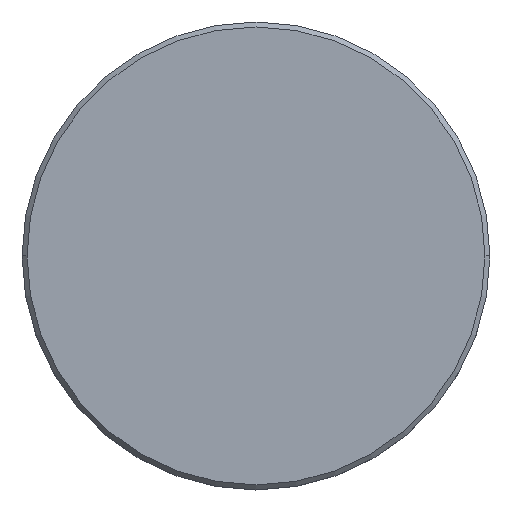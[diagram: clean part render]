
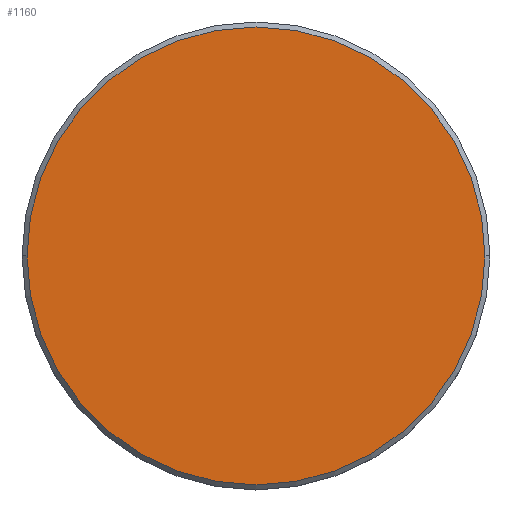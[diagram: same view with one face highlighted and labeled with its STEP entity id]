
A CAD part, top view. The second image highlights one B-rep face of the part: STEP entity #1160.
In plain terms, the highlighted planar face has unit normal (0, 0, 1).
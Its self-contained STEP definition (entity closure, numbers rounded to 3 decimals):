
#22 = DIRECTION ( 'NONE',  ( 1., 0., 0. ) ) ;
#35 = DIRECTION ( 'NONE',  ( 1., 0., 0. ) ) ;
#76 = VERTEX_POINT ( 'NONE', #450 ) ;
#117 = CIRCLE ( 'NONE', #832, 23. ) ;
#205 = DIRECTION ( 'NONE',  ( 0., 0., 1. ) ) ;
#211 = DIRECTION ( 'NONE',  ( 0., 0., 1. ) ) ;
#254 = EDGE_CURVE ( 'NONE', #76, #520, #1025, .T. ) ;
#286 = CARTESIAN_POINT ( 'NONE',  ( 0., 0., 0. ) ) ;
#396 = EDGE_CURVE ( 'NONE', #520, #76, #117, .T. ) ;
#423 = DIRECTION ( 'NONE',  ( 0., 0., 1. ) ) ;
#450 = CARTESIAN_POINT ( 'NONE',  ( 23., 0., 0. ) ) ;
#520 = VERTEX_POINT ( 'NONE', #1050 ) ;
#527 = CARTESIAN_POINT ( 'NONE',  ( 0., 0., 0. ) ) ;
#560 = FACE_OUTER_BOUND ( 'NONE', #600, .T. ) ;
#569 = PLANE ( 'NONE',  #1049 ) ;
#600 = EDGE_LOOP ( 'NONE', ( #774, #1119 ) ) ;
#642 = AXIS2_PLACEMENT_3D ( 'NONE', #939, #211, #654 ) ;
#654 = DIRECTION ( 'NONE',  ( 1., 0., 0. ) ) ;
#774 = ORIENTED_EDGE ( 'NONE', *, *, #396, .T. ) ;
#832 = AXIS2_PLACEMENT_3D ( 'NONE', #527, #423, #35 ) ;
#939 = CARTESIAN_POINT ( 'NONE',  ( 0., 0., 0. ) ) ;
#1025 = CIRCLE ( 'NONE', #642, 23. ) ;
#1049 = AXIS2_PLACEMENT_3D ( 'NONE', #286, #205, #22 ) ;
#1050 = CARTESIAN_POINT ( 'NONE',  ( -23., 0., 0. ) ) ;
#1119 = ORIENTED_EDGE ( 'NONE', *, *, #254, .T. ) ;
#1160 = ADVANCED_FACE ( 'NONE', ( #560 ), #569, .T. ) ;
